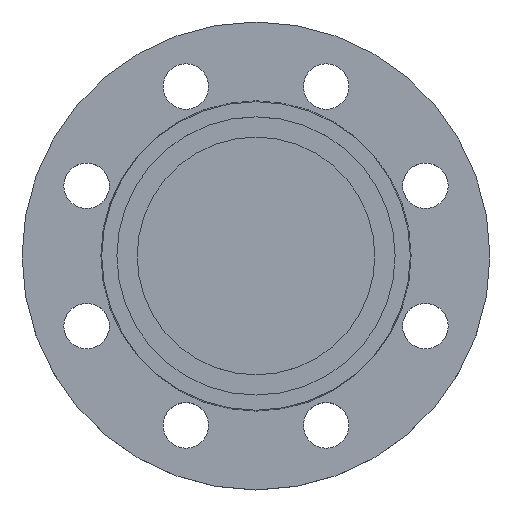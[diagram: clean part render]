
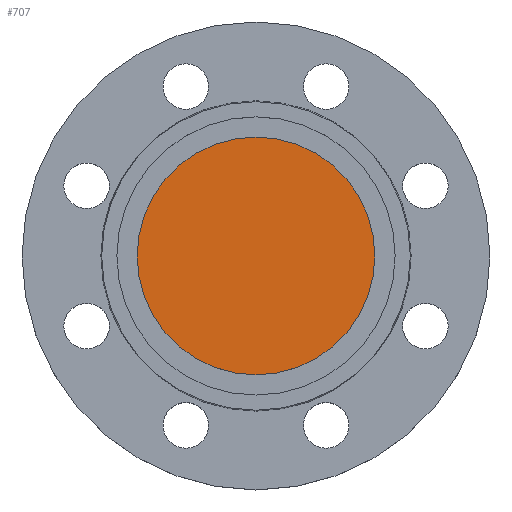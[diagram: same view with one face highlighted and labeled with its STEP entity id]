
A CAD part, top view. The second image highlights one B-rep face of the part: STEP entity #707.
In plain terms, the highlighted planar face has unit normal (0, 0, 1).
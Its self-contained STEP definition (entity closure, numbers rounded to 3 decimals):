
#42 = CARTESIAN_POINT ( 'NONE',  ( 47., 0., 0. ) ) ;
#43 = DIRECTION ( 'NONE',  ( -1., 0., 0. ) ) ;
#44 = DIRECTION ( 'NONE',  ( 0., 0., -1. ) ) ;
#45 = CARTESIAN_POINT ( 'NONE',  ( 0., 0., 0. ) ) ;
#99 = VERTEX_POINT ( 'NONE', #573 ) ;
#180 = DIRECTION ( 'NONE',  ( 1., 0., 0. ) ) ;
#181 = DIRECTION ( 'NONE',  ( 0., 0., 1. ) ) ;
#183 = CARTESIAN_POINT ( 'NONE',  ( 0., 0., 0. ) ) ;
#184 = PLANE ( 'NONE',  #806 ) ;
#185 = FACE_OUTER_BOUND ( 'NONE', #1086, .T. ) ;
#298 = DIRECTION ( 'NONE',  ( -1., 0., 0. ) ) ;
#303 = CARTESIAN_POINT ( 'NONE',  ( 0., 0., 0. ) ) ;
#304 = DIRECTION ( 'NONE',  ( 0., 0., -1. ) ) ;
#355 = AXIS2_PLACEMENT_3D ( 'NONE', #45, #44, #43 ) ;
#357 = CIRCLE ( 'NONE', #355, 47. ) ;
#479 = EDGE_CURVE ( 'NONE', #99, #858, #662, .T. ) ;
#573 = CARTESIAN_POINT ( 'NONE',  ( -47., 0., 0. ) ) ;
#662 = CIRCLE ( 'NONE', #1040, 47. ) ;
#707 = ADVANCED_FACE ( 'NONE', ( #185 ), #184, .T. ) ;
#806 = AXIS2_PLACEMENT_3D ( 'NONE', #183, #181, #180 ) ;
#855 = EDGE_CURVE ( 'NONE', #858, #99, #357, .T. ) ;
#858 = VERTEX_POINT ( 'NONE', #42 ) ;
#969 = ORIENTED_EDGE ( 'NONE', *, *, #479, .F. ) ;
#970 = ORIENTED_EDGE ( 'NONE', *, *, #855, .F. ) ;
#1040 = AXIS2_PLACEMENT_3D ( 'NONE', #303, #304, #298 ) ;
#1086 = EDGE_LOOP ( 'NONE', ( #969, #970 ) ) ;
